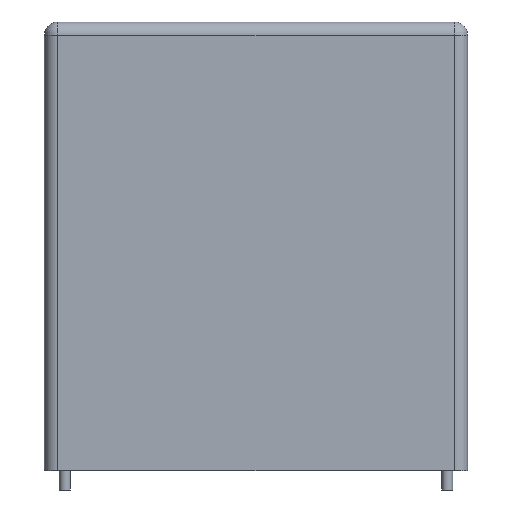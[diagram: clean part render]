
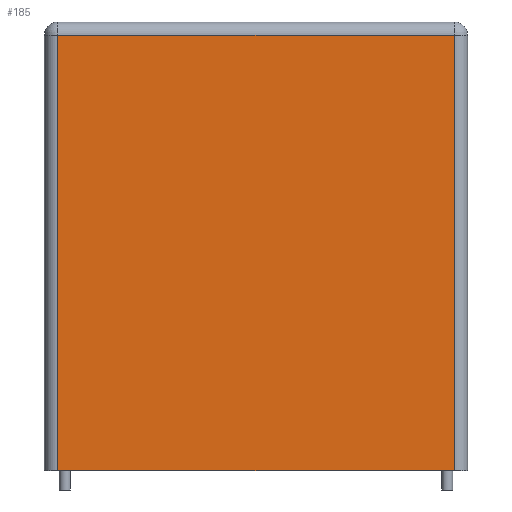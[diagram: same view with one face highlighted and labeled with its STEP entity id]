
A CAD part, front view. The second image highlights one B-rep face of the part: STEP entity #185.
In plain terms, the highlighted planar face has unit normal (0, -1, 0).
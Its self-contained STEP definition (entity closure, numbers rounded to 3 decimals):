
#12=DIRECTION('',(0.,0.,1.));
#26=VECTOR('',#12,1.);
#32=CARTESIAN_POINT('',(-2.,-6.5,0.));
#34=DIRECTION('',(0.,1.,0.));
#45=DIRECTION('',(1.,0.,0.));
#51=VERTEX_POINT('',#52);
#52=CARTESIAN_POINT('',(-0.7,-6.5,0.));
#58=ORIENTED_EDGE('',*,*,#59,.T.);
#59=EDGE_CURVE('',#51,#60,#62,.T.);
#60=VERTEX_POINT('',#61);
#61=CARTESIAN_POINT('',(-0.7,-6.5,42.7));
#62=LINE('',#52,#26);
#103=EDGE_CURVE('',#51,#104,#106,.T.);
#104=VERTEX_POINT('',#105);
#105=CARTESIAN_POINT('',(38.2,-6.5,0.));
#106=LINE('',#32,#107);
#107=VECTOR('',#45,1.);
#185=ADVANCED_FACE('',(#186),#199,.F.);
#186=FACE_BOUND('',#187,.F.);
#187=EDGE_LOOP('',(#58,#188,#195,#198));
#188=ORIENTED_EDGE('',*,*,#189,.F.);
#189=EDGE_CURVE('',#190,#60,#192,.T.);
#190=VERTEX_POINT('',#191);
#191=CARTESIAN_POINT('',(38.2,-6.5,42.7));
#192=LINE('',#191,#193);
#193=VECTOR('',#194,1.);
#194=DIRECTION('',(-1.,-0.,-0.));
#195=ORIENTED_EDGE('',*,*,#196,.F.);
#196=EDGE_CURVE('',#104,#190,#197,.T.);
#197=LINE('',#105,#26);
#198=ORIENTED_EDGE('',*,*,#103,.F.);
#199=PLANE('',#200);
#200=AXIS2_PLACEMENT_3D('',#32,#34,#12);
